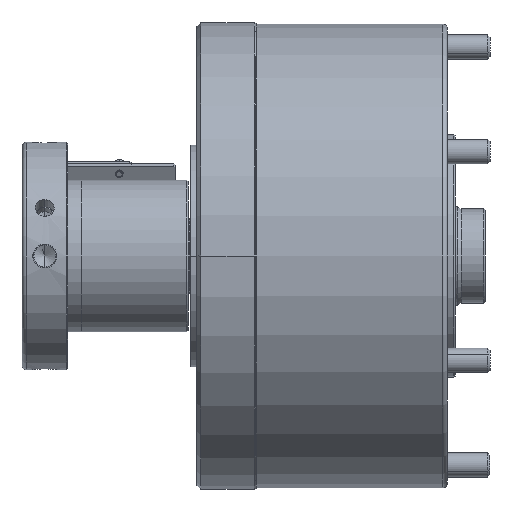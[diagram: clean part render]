
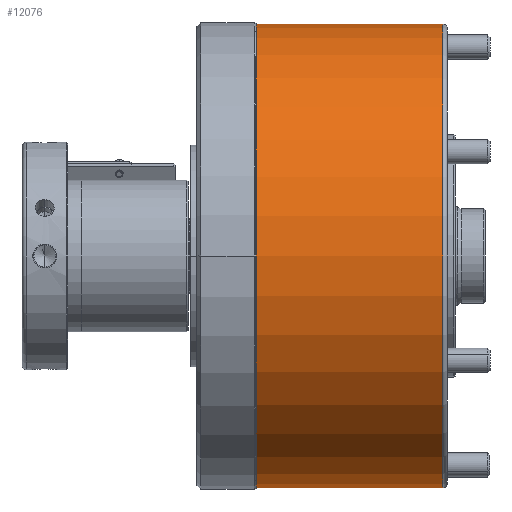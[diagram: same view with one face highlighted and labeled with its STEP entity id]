
A CAD part, front view. The second image highlights one B-rep face of the part: STEP entity #12076.
In plain terms, the highlighted cylindrical face has radius 152.5 mm (diameter 305 mm), a partial arc.
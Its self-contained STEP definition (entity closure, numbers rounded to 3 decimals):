
#754 = ORIENTED_EDGE ( 'NONE', *, *, #3563, .F. ) ;
#771 = LINE ( 'NONE', #2109, #1091 ) ;
#1091 = VECTOR ( 'NONE', #3111, 1000. ) ;
#1359 = DIRECTION ( 'NONE',  ( -1., 0., 0. ) ) ;
#1727 = DIRECTION ( 'NONE',  ( -1., 0., 0. ) ) ;
#1943 = EDGE_CURVE ( 'NONE', #2100, #6240, #11334, .T. ) ;
#1994 = EDGE_CURVE ( 'NONE', #6240, #7806, #771, .T. ) ;
#2100 = VERTEX_POINT ( 'NONE', #4821 ) ;
#2109 = CARTESIAN_POINT ( 'NONE',  ( 0., 0., 152.5 ) ) ;
#2303 = EDGE_LOOP ( 'NONE', ( #754, #11765, #2899, #11641 ) ) ;
#2710 = AXIS2_PLACEMENT_3D ( 'NONE', #6078, #12020, #5069 ) ;
#2899 = ORIENTED_EDGE ( 'NONE', *, *, #1994, .T. ) ;
#3111 = DIRECTION ( 'NONE',  ( -1., 0., 0. ) ) ;
#3191 = LINE ( 'NONE', #7620, #5794 ) ;
#3563 = EDGE_CURVE ( 'NONE', #2100, #7681, #3191, .T. ) ;
#3647 = DIRECTION ( 'NONE',  ( -1., 0., 0. ) ) ;
#3719 = CARTESIAN_POINT ( 'NONE',  ( 0., 0., 0. ) ) ;
#4821 = CARTESIAN_POINT ( 'NONE',  ( 133., 0., -152.5 ) ) ;
#5069 = DIRECTION ( 'NONE',  ( 0., 0., 1. ) ) ;
#5794 = VECTOR ( 'NONE', #3647, 1000. ) ;
#6078 = CARTESIAN_POINT ( 'NONE',  ( 133., 0., 0. ) ) ;
#6240 = VERTEX_POINT ( 'NONE', #10764 ) ;
#6779 = CYLINDRICAL_SURFACE ( 'NONE', #10099, 152.5 ) ;
#7330 = CARTESIAN_POINT ( 'NONE',  ( 10., 0., 0. ) ) ;
#7424 = CIRCLE ( 'NONE', #10359, 152.5 ) ;
#7620 = CARTESIAN_POINT ( 'NONE',  ( 0., 0., -152.5 ) ) ;
#7681 = VERTEX_POINT ( 'NONE', #8081 ) ;
#7806 = VERTEX_POINT ( 'NONE', #8938 ) ;
#8081 = CARTESIAN_POINT ( 'NONE',  ( 10., 0., -152.5 ) ) ;
#8338 = DIRECTION ( 'NONE',  ( 0., 0., 1. ) ) ;
#8938 = CARTESIAN_POINT ( 'NONE',  ( 10., 0., 152.5 ) ) ;
#10099 = AXIS2_PLACEMENT_3D ( 'NONE', #3719, #1727, #10702 ) ;
#10359 = AXIS2_PLACEMENT_3D ( 'NONE', #7330, #1359, #8338 ) ;
#10702 = DIRECTION ( 'NONE',  ( 0., 0., 1. ) ) ;
#10764 = CARTESIAN_POINT ( 'NONE',  ( 133., 0., 152.5 ) ) ;
#11057 = EDGE_CURVE ( 'NONE', #7681, #7806, #7424, .T. ) ;
#11334 = CIRCLE ( 'NONE', #2710, 152.5 ) ;
#11641 = ORIENTED_EDGE ( 'NONE', *, *, #11057, .F. ) ;
#11765 = ORIENTED_EDGE ( 'NONE', *, *, #1943, .T. ) ;
#12020 = DIRECTION ( 'NONE',  ( -1., 0., 0. ) ) ;
#12076 = ADVANCED_FACE ( 'NONE', ( #12774 ), #6779, .T. ) ;
#12774 = FACE_OUTER_BOUND ( 'NONE', #2303, .T. ) ;
